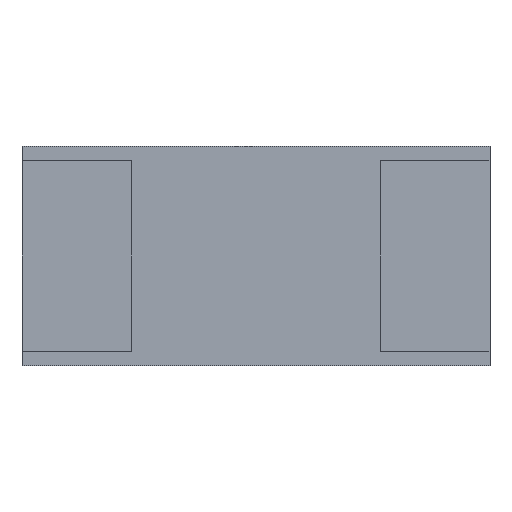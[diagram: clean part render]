
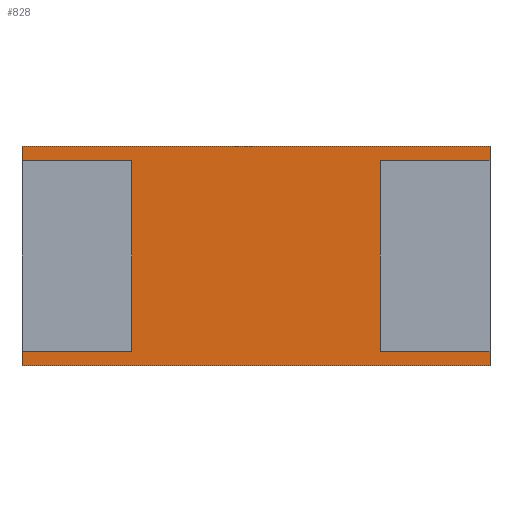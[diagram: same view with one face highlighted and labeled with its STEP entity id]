
A CAD part, front view. The second image highlights one B-rep face of the part: STEP entity #828.
In plain terms, the highlighted planar face has unit normal (0, -1, 0).
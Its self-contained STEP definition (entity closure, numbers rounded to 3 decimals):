
#721 = CARTESIAN_POINT ( 'NONE',  ( 1.6, 0.05, 0.75 ) ) ;
#722 = VERTEX_POINT ( 'NONE', #721 ) ;
#723 = CARTESIAN_POINT ( 'NONE',  ( 1.6, 0.05, -0.75 ) ) ;
#724 = VERTEX_POINT ( 'NONE', #723 ) ;
#725 = CARTESIAN_POINT ( 'NONE',  ( 1.6, 0.05, 0.75 ) ) ;
#726 = DIRECTION ( 'NONE',  ( 0., 0., -1. ) ) ;
#727 = VECTOR ( 'NONE', #726, 1000. ) ;
#728 = LINE ( 'NONE', #725, #727 ) ;
#729 = EDGE_CURVE ( 'NONE', #722, #724, #728, .T. ) ;
#752 = CARTESIAN_POINT ( 'NONE',  ( -1.6, 0.05, -0.75 ) ) ;
#753 = VERTEX_POINT ( 'NONE', #752 ) ;
#754 = CARTESIAN_POINT ( 'NONE',  ( -1.6, 0.05, -0.75 ) ) ;
#755 = DIRECTION ( 'NONE',  ( -1., 0., 0. ) ) ;
#756 = VECTOR ( 'NONE', #755, 1000. ) ;
#757 = LINE ( 'NONE', #754, #756 ) ;
#758 = EDGE_CURVE ( 'NONE', #724, #753, #757, .T. ) ;
#776 = CARTESIAN_POINT ( 'NONE',  ( -1.6, 0.05, 0.75 ) ) ;
#777 = VERTEX_POINT ( 'NONE', #776 ) ;
#778 = CARTESIAN_POINT ( 'NONE',  ( -1.6, 0.05, 0.75 ) ) ;
#779 = DIRECTION ( 'NONE',  ( 0., 0., 1. ) ) ;
#780 = VECTOR ( 'NONE', #779, 1000. ) ;
#781 = LINE ( 'NONE', #778, #780 ) ;
#782 = EDGE_CURVE ( 'NONE', #753, #777, #781, .T. ) ;
#800 = CARTESIAN_POINT ( 'NONE',  ( -1.6, 0.05, 0.75 ) ) ;
#801 = DIRECTION ( 'NONE',  ( 1., 0., 0. ) ) ;
#802 = VECTOR ( 'NONE', #801, 1000. ) ;
#803 = LINE ( 'NONE', #800, #802 ) ;
#804 = EDGE_CURVE ( 'NONE', #777, #722, #803, .T. ) ;
#817 = ORIENTED_EDGE ( 'NONE', *, *, #729, .F. ) ;
#818 = ORIENTED_EDGE ( 'NONE', *, *, #804, .F. ) ;
#819 = ORIENTED_EDGE ( 'NONE', *, *, #782, .F. ) ;
#820 = ORIENTED_EDGE ( 'NONE', *, *, #758, .F. ) ;
#821 = EDGE_LOOP ( 'NONE', ( #817, #818, #819, #820 ) ) ;
#822 = FACE_OUTER_BOUND ( 'NONE', #821, .T. ) ;
#823 = CARTESIAN_POINT ( 'NONE',  ( 0., 0.05, 0. ) ) ;
#824 = DIRECTION ( 'NONE',  ( 0., -1., 0. ) ) ;
#825 = DIRECTION ( 'NONE',  ( 0., 0., -1. ) ) ;
#826 = AXIS2_PLACEMENT_3D ( 'NONE', #823, #824, #825 ) ;
#827 = PLANE ( 'NONE', #826 ) ;
#828 = ADVANCED_FACE ( 'NONE', ( #822 ), #827, .T. ) ;
